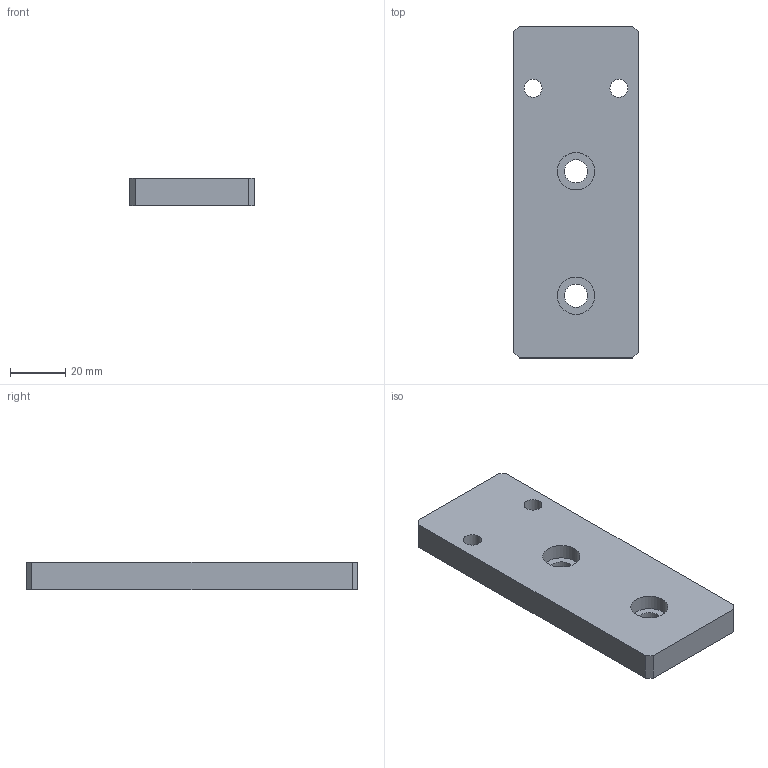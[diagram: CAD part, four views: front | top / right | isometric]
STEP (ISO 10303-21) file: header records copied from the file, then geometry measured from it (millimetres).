
FILE_DESCRIPTION((''),'2;1');
FILE_NAME('801903.ipt.stp','2010-09-05T11:33:26',(''),(''),'Autodesk Inventor 2010','Autodesk Inventor 2010','');
FILE_SCHEMA(('AUTOMOTIVE_DESIGN { 1 0 10303 214 1 1 1 1 }'));
Length unit declared in the file: millimetre
Products named in the file (1): 801903
Bounding box: 45 x 120 x 10 mm (x, y, z)
Volume: 51183.5 mm3; surface area: 14794.9 mm2
Topology: 1 solids, 1 shells, 18 faces, 44 edges, 30 vertices
Faces by surface type: plane 10, bspline 8
Entity records: 608 total; most frequent: CARTESIAN_POINT 191, ORIENTED_EDGE 72, DIRECTION 70, EDGE_CURVE 36, EDGE_LOOP 34, VERTEX_POINT 28, VECTOR 24, LINE 24
